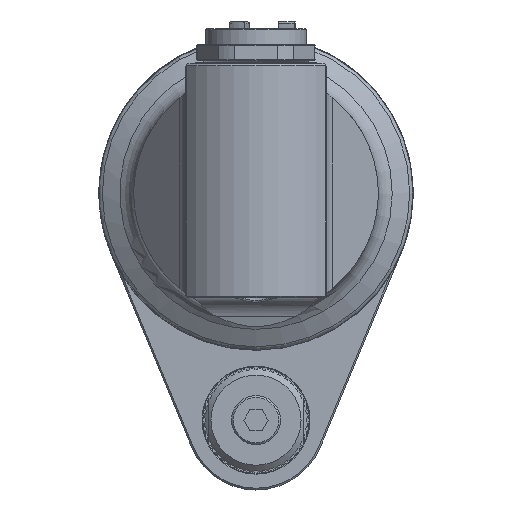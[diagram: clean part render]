
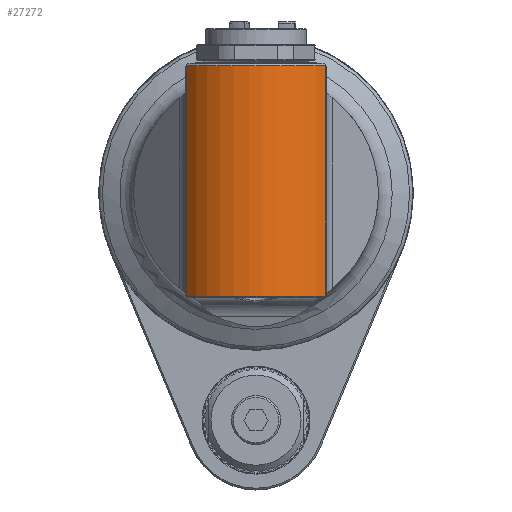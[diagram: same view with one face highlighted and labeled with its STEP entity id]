
A CAD part, front view. The second image highlights one B-rep face of the part: STEP entity #27272.
In plain terms, the highlighted cylindrical face has radius 25 mm (diameter 50 mm), a partial arc.
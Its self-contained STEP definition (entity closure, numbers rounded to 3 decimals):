
#1539=CIRCLE('',#28925,25.);
#1588=CIRCLE('',#29510,25.);
#2115=CYLINDRICAL_SURFACE('',#29509,25.);
#3296=FACE_OUTER_BOUND('',#4925,.T.);
#4925=EDGE_LOOP('',(#23189,#23190,#23191,#23192));
#7520=LINE('',#47825,#10097);
#7521=LINE('',#47828,#10098);
#10097=VECTOR('',#35946,10.);
#10098=VECTOR('',#35949,10.);
#11617=VERTEX_POINT('',#43906);
#11618=VERTEX_POINT('',#43912);
#12553=VERTEX_POINT('',#47819);
#12554=VERTEX_POINT('',#47827);
#14782=EDGE_CURVE('',#11618,#11617,#1539,.T.);
#16209=EDGE_CURVE('',#11617,#12553,#7520,.T.);
#16210=EDGE_CURVE('',#11618,#12554,#7521,.T.);
#16211=EDGE_CURVE('',#12553,#12554,#1588,.T.);
#23189=ORIENTED_EDGE('',*,*,#16210,.F.);
#23190=ORIENTED_EDGE('',*,*,#14782,.T.);
#23191=ORIENTED_EDGE('',*,*,#16209,.T.);
#23192=ORIENTED_EDGE('',*,*,#16211,.T.);
#27272=ADVANCED_FACE('',(#3296),#2115,.T.);
#28925=AXIS2_PLACEMENT_3D('',#43916,#33521,#33522);
#29509=AXIS2_PLACEMENT_3D('',#47826,#35947,#35948);
#29510=AXIS2_PLACEMENT_3D('',#47829,#35950,#35951);
#33521=DIRECTION('center_axis',(1.,0.,0.));
#33522=DIRECTION('ref_axis',(0.,0.6,-0.8));
#35946=DIRECTION('',(1.,0.,0.));
#35947=DIRECTION('center_axis',(1.,0.,0.));
#35948=DIRECTION('ref_axis',(0.,0.,-1.));
#35949=DIRECTION('',(1.,0.,0.));
#35950=DIRECTION('center_axis',(-1.,0.,0.));
#35951=DIRECTION('ref_axis',(0.,0.6,0.8));
#43906=CARTESIAN_POINT('',(-36.5,275.25,20.));
#43912=CARTESIAN_POINT('',(-36.5,275.25,-20.));
#43916=CARTESIAN_POINT('Origin',(-36.5,260.25,0.));
#47819=CARTESIAN_POINT('',(29.5,275.25,20.));
#47825=CARTESIAN_POINT('',(-40.,275.25,20.));
#47826=CARTESIAN_POINT('Origin',(-40.,260.25,0.));
#47827=CARTESIAN_POINT('',(29.5,275.25,-20.));
#47828=CARTESIAN_POINT('',(-40.,275.25,-20.));
#47829=CARTESIAN_POINT('Origin',(29.5,260.25,0.));
